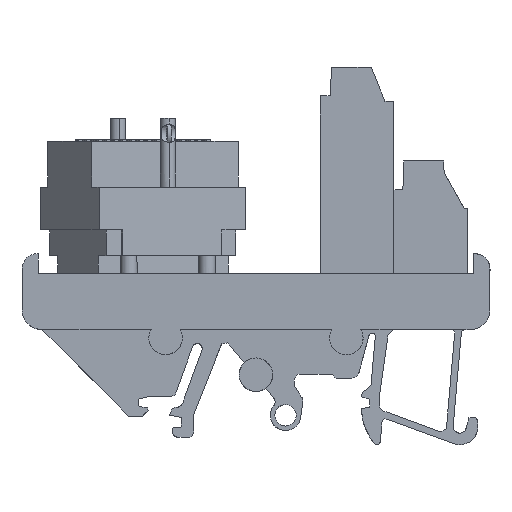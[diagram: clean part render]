
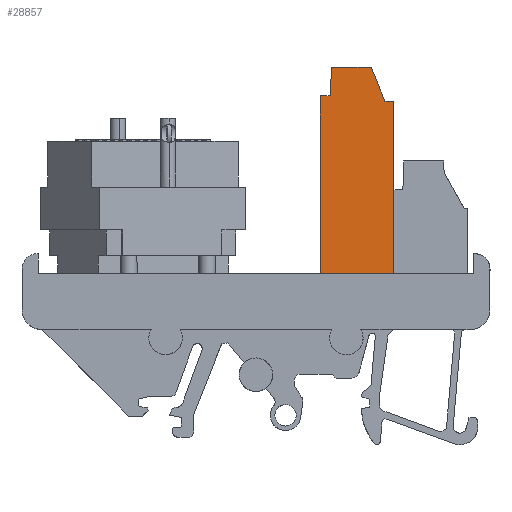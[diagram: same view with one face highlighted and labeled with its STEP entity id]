
A CAD part, left-side view. The second image highlights one B-rep face of the part: STEP entity #28857.
In plain terms, the highlighted planar face has unit normal (-1, 0, 0).
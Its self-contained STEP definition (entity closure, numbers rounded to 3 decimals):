
#28805=AXIS2_PLACEMENT_3D('Plane Axis2P3D',#28802,#28803,#28804) ;
#26143=CARTESIAN_POINT('Vertex',(2.814,14.37,25.299)) ;
#26146=CARTESIAN_POINT('Line Origine',(2.814,19.865,25.299)) ;
#26150=CARTESIAN_POINT('Vertex',(2.814,25.36,25.299)) ;
#28649=CARTESIAN_POINT('Vertex',(2.814,14.37,51.359)) ;
#28652=CARTESIAN_POINT('Line Origine',(2.814,14.37,38.329)) ;
#28802=CARTESIAN_POINT('Axis2P3D Location',(2.814,25.36,22.099)) ;
#28807=CARTESIAN_POINT('Line Origine',(2.814,15.039,51.359)) ;
#28811=CARTESIAN_POINT('Vertex',(2.814,15.708,51.359)) ;
#28814=CARTESIAN_POINT('Line Origine',(2.814,16.733,53.889)) ;
#28818=CARTESIAN_POINT('Vertex',(2.814,17.759,56.419)) ;
#28821=CARTESIAN_POINT('Line Origine',(2.814,20.732,56.419)) ;
#28825=CARTESIAN_POINT('Vertex',(2.814,23.705,56.419)) ;
#28828=CARTESIAN_POINT('Line Origine',(2.814,23.798,54.284)) ;
#28832=CARTESIAN_POINT('Vertex',(2.814,23.891,52.149)) ;
#28835=CARTESIAN_POINT('Line Origine',(2.814,24.626,52.149)) ;
#28839=CARTESIAN_POINT('Vertex',(2.814,25.36,52.149)) ;
#28842=CARTESIAN_POINT('Line Origine',(2.814,25.36,38.724)) ;
#26147=DIRECTION('Vector Direction',(0.,1.,0.)) ;
#28653=DIRECTION('Vector Direction',(0.,0.,1.)) ;
#28803=DIRECTION('Axis2P3D Direction',(-1.,0.,0.)) ;
#28804=DIRECTION('Axis2P3D XDirection',(0.,0.,1.)) ;
#28808=DIRECTION('Vector Direction',(0.,1.,0.)) ;
#28815=DIRECTION('Vector Direction',(0.,0.376,0.927)) ;
#28822=DIRECTION('Vector Direction',(0.,1.,0.)) ;
#28829=DIRECTION('Vector Direction',(0.,0.044,-0.999)) ;
#28836=DIRECTION('Vector Direction',(0.,1.,0.)) ;
#28843=DIRECTION('Vector Direction',(0.,0.,-1.)) ;
#26148=VECTOR('Line Direction',#26147,1.) ;
#28654=VECTOR('Line Direction',#28653,1.) ;
#28809=VECTOR('Line Direction',#28808,1.) ;
#28816=VECTOR('Line Direction',#28815,1.) ;
#28823=VECTOR('Line Direction',#28822,1.) ;
#28830=VECTOR('Line Direction',#28829,1.) ;
#28837=VECTOR('Line Direction',#28836,1.) ;
#28844=VECTOR('Line Direction',#28843,1.) ;
#28848=ORIENTED_EDGE('',*,*,#26152,.F.) ;
#28849=ORIENTED_EDGE('',*,*,#28656,.T.) ;
#28850=ORIENTED_EDGE('',*,*,#28813,.T.) ;
#28851=ORIENTED_EDGE('',*,*,#28820,.T.) ;
#28852=ORIENTED_EDGE('',*,*,#28827,.T.) ;
#28853=ORIENTED_EDGE('',*,*,#28834,.T.) ;
#28854=ORIENTED_EDGE('',*,*,#28841,.T.) ;
#28855=ORIENTED_EDGE('',*,*,#28846,.T.) ;
#28857=ADVANCED_FACE('Combine1',(#28856),#28806,.T.) ;
#26152=EDGE_CURVE('',#26144,#26151,#26149,.T.) ;
#28656=EDGE_CURVE('',#26144,#28650,#28655,.T.) ;
#28813=EDGE_CURVE('',#28650,#28812,#28810,.T.) ;
#28820=EDGE_CURVE('',#28812,#28819,#28817,.T.) ;
#28827=EDGE_CURVE('',#28819,#28826,#28824,.T.) ;
#28834=EDGE_CURVE('',#28826,#28833,#28831,.T.) ;
#28841=EDGE_CURVE('',#28833,#28840,#28838,.T.) ;
#28846=EDGE_CURVE('',#28840,#26151,#28845,.T.) ;
#28847=EDGE_LOOP('',(#28848,#28849,#28850,#28851,#28852,#28853,#28854,#28855)) ;
#28856=FACE_OUTER_BOUND('',#28847,.T.) ;
#26149=LINE('Line',#26146,#26148) ;
#28655=LINE('Line',#28652,#28654) ;
#28810=LINE('Line',#28807,#28809) ;
#28817=LINE('Line',#28814,#28816) ;
#28824=LINE('Line',#28821,#28823) ;
#28831=LINE('Line',#28828,#28830) ;
#28838=LINE('Line',#28835,#28837) ;
#28845=LINE('Line',#28842,#28844) ;
#28806=PLANE('',#28805) ;
#26144=VERTEX_POINT('',#26143) ;
#26151=VERTEX_POINT('',#26150) ;
#28650=VERTEX_POINT('',#28649) ;
#28812=VERTEX_POINT('',#28811) ;
#28819=VERTEX_POINT('',#28818) ;
#28826=VERTEX_POINT('',#28825) ;
#28833=VERTEX_POINT('',#28832) ;
#28840=VERTEX_POINT('',#28839) ;
